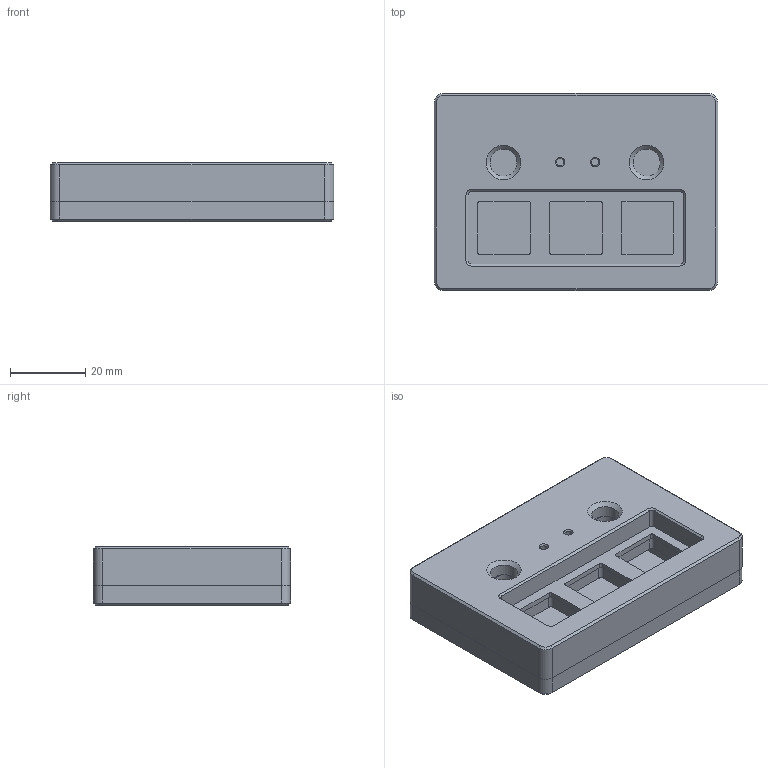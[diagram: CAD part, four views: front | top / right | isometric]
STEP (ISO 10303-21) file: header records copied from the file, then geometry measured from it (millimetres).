
FILE_DESCRIPTION(/* description */ (''),/* implementation_level */ '2;1');
FILE_NAME(/* name */ 'ShellCase.step',/* time_stamp */ '2023-12-27T21:30:20-08:00',/* author */ (''),/* organization */ (''),/* preprocessor_version */ 'ST-DEVELOPER v20',/* originating_system */ 'Autodesk Translation Framework v12.14.0.127',/* authorisation */ '');
FILE_SCHEMA (('AUTOMOTIVE_DESIGN { 1 0 10303 214 3 1 1 }'));
Length unit declared in the file: millimetre
Products named in the file (3): ShellCase; ShellTop; ShellBottom
Assembly tree (2 placements, depth 2):
  ShellCase
    ShellTop
    ShellBottom
Bounding box: 75.27 x 52.32 x 15.4 mm (x, y, z)
Volume: 34747.8 mm3; surface area: 22310.3 mm2
Topology: 2 solids, 2 shells, 243 faces, 633 edges, 409 vertices
Faces by surface type: plane 129, cylinder 88, cone 26
Full cylindrical faces by diameter (mm): 2 x2, 2.401 x4, 3.001 x4, 5 x4, 7.2 x2
Entity records: 7653 total; most frequent: CARTESIAN_POINT 1399, DIRECTION 1318, ORIENTED_EDGE 1266, EDGE_CURVE 633, AXIS2_PLACEMENT_3D 446, LINE 426, VECTOR 426, VERTEX_POINT 409
